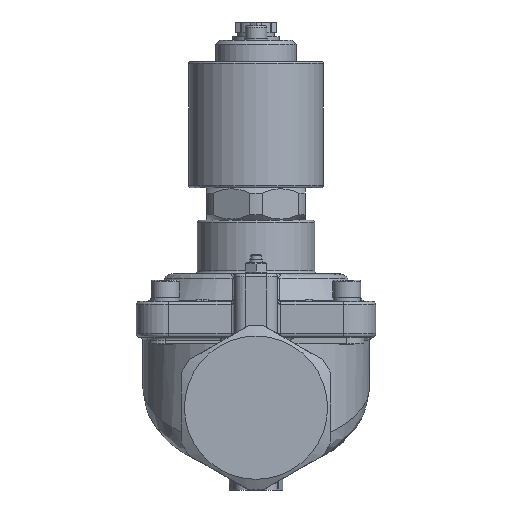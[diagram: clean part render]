
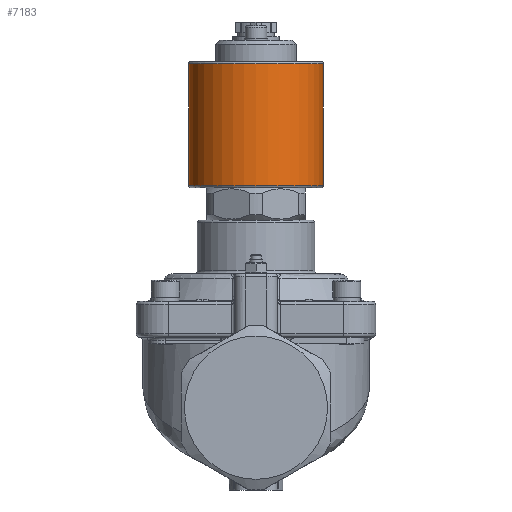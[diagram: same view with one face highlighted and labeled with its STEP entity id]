
A CAD part, front view. The second image highlights one B-rep face of the part: STEP entity #7183.
In plain terms, the highlighted cylindrical face has radius 31.5 mm (diameter 63 mm), a full revolution.
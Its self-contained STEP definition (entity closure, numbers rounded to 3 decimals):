
#341=CYLINDRICAL_SURFACE('',#7908,31.5);
#486=B_SPLINE_CURVE_WITH_KNOTS('',3,(#14021,#14022,#14023,#14024,#14025,
#14026),.UNSPECIFIED.,.F.,.F.,(4,2,4),(0.52,0.524,
0.709),.UNSPECIFIED.);
#487=B_SPLINE_CURVE_WITH_KNOTS('',3,(#14039,#14040,#14041,#14042,#14043,
#14044),.UNSPECIFIED.,.F.,.F.,(4,2,4),(0.692,0.877,
0.881),.UNSPECIFIED.);
#488=B_SPLINE_CURVE_WITH_KNOTS('',3,(#14056,#14057,#14058,#14059,#14060,
#14061),.UNSPECIFIED.,.F.,.F.,(4,2,4),(1.921,1.925,
2.11),.UNSPECIFIED.);
#489=B_SPLINE_CURVE_WITH_KNOTS('',3,(#14074,#14075,#14076,#14077,#14078,
#14079),.UNSPECIFIED.,.F.,.F.,(4,2,4),(2.093,2.273,
2.282),.UNSPECIFIED.);
#544=FACE_BOUND('',#1374,.T.);
#545=FACE_BOUND('',#1375,.T.);
#887=FACE_OUTER_BOUND('',#1373,.T.);
#1373=EDGE_LOOP('',(#6008));
#1374=EDGE_LOOP('',(#6009,#6010,#6011,#6012,#6013,#6014,#6015,#6016));
#1375=EDGE_LOOP('',(#6017));
#1846=LINE('',#14029,#2298);
#1852=LINE('',#14064,#2304);
#2298=VECTOR('',#9512,29.25);
#2304=VECTOR('',#9532,29.25);
#2737=CIRCLE('',#7893,31.5);
#2738=CIRCLE('',#7898,31.5);
#2743=CIRCLE('',#7909,31.5);
#2744=CIRCLE('',#7910,31.5);
#3305=VERTEX_POINT('',#14012);
#3309=VERTEX_POINT('',#14019);
#3310=VERTEX_POINT('',#14028);
#3314=VERTEX_POINT('',#14038);
#3315=VERTEX_POINT('',#14047);
#3319=VERTEX_POINT('',#14054);
#3320=VERTEX_POINT('',#14063);
#3324=VERTEX_POINT('',#14073);
#3345=VERTEX_POINT('',#14151);
#3346=VERTEX_POINT('',#14153);
#4234=EDGE_CURVE('',#3305,#3309,#486,.T.);
#4235=EDGE_CURVE('',#3310,#3305,#1846,.T.);
#4240=EDGE_CURVE('',#3314,#3310,#487,.T.);
#4246=EDGE_CURVE('',#3315,#3319,#488,.T.);
#4247=EDGE_CURVE('',#3320,#3315,#1852,.T.);
#4252=EDGE_CURVE('',#3324,#3320,#489,.T.);
#4275=EDGE_CURVE('',#3319,#3314,#2737,.T.);
#4281=EDGE_CURVE('',#3309,#3324,#2738,.T.);
#4288=EDGE_CURVE('',#3345,#3345,#2743,.T.);
#4289=EDGE_CURVE('',#3346,#3346,#2744,.T.);
#6008=ORIENTED_EDGE('',*,*,#4288,.T.);
#6009=ORIENTED_EDGE('',*,*,#4234,.T.);
#6010=ORIENTED_EDGE('',*,*,#4281,.T.);
#6011=ORIENTED_EDGE('',*,*,#4252,.T.);
#6012=ORIENTED_EDGE('',*,*,#4247,.T.);
#6013=ORIENTED_EDGE('',*,*,#4246,.T.);
#6014=ORIENTED_EDGE('',*,*,#4275,.T.);
#6015=ORIENTED_EDGE('',*,*,#4240,.T.);
#6016=ORIENTED_EDGE('',*,*,#4235,.T.);
#6017=ORIENTED_EDGE('',*,*,#4289,.F.);
#7183=ADVANCED_FACE('',(#887,#544,#545),#341,.T.);
#7893=AXIS2_PLACEMENT_3D('',#14124,#9583,#9584);
#7898=AXIS2_PLACEMENT_3D('',#14134,#9598,#9599);
#7908=AXIS2_PLACEMENT_3D('',#14150,#9620,#9621);
#7909=AXIS2_PLACEMENT_3D('',#14152,#9622,#9623);
#7910=AXIS2_PLACEMENT_3D('',#14154,#9624,#9625);
#9512=DIRECTION('',(0.,0.,-1.));
#9532=DIRECTION('',(0.,0.,1.));
#9583=DIRECTION('center_axis',(0.,0.,
1.));
#9584=DIRECTION('ref_axis',(0.,1.,0.));
#9598=DIRECTION('center_axis',(0.,0.,
-1.));
#9599=DIRECTION('ref_axis',(0.,1.,0.));
#9620=DIRECTION('center_axis',(0.,0.,
-1.));
#9621=DIRECTION('ref_axis',(0.,1.,0.));
#9622=DIRECTION('center_axis',(0.,0.,
-1.));
#9623=DIRECTION('ref_axis',(0.,1.,0.));
#9624=DIRECTION('center_axis',(0.,0.,
-1.));
#9625=DIRECTION('ref_axis',(0.,1.,0.));
#14012=CARTESIAN_POINT('',(-12.298,-55.,128.525));
#14019=CARTESIAN_POINT('',(-10.5,-54.302,128.15));
#14021=CARTESIAN_POINT('Ctrl Pts',(-12.298,-55.,128.525));
#14022=CARTESIAN_POINT('Ctrl Pts',(-12.284,-54.994,
128.519));
#14023=CARTESIAN_POINT('Ctrl Pts',(-12.27,-54.988,128.513));
#14024=CARTESIAN_POINT('Ctrl Pts',(-11.694,-54.745,128.268));
#14025=CARTESIAN_POINT('Ctrl Pts',(-11.08,-54.507,128.15));
#14026=CARTESIAN_POINT('Ctrl Pts',(-10.5,-54.302,128.15));
#14028=CARTESIAN_POINT('',(-12.298,-55.,157.775));
#14029=CARTESIAN_POINT('',(-12.298,-55.,130.65));
#14038=CARTESIAN_POINT('',(-10.5,-54.302,158.15));
#14039=CARTESIAN_POINT('Ctrl Pts',(-10.5,-54.302,
158.15));
#14040=CARTESIAN_POINT('Ctrl Pts',(-11.08,-54.507,
158.15));
#14041=CARTESIAN_POINT('Ctrl Pts',(-11.694,-54.745,158.032));
#14042=CARTESIAN_POINT('Ctrl Pts',(-12.27,-54.988,
157.787));
#14043=CARTESIAN_POINT('Ctrl Pts',(-12.284,-54.994,
157.781));
#14044=CARTESIAN_POINT('Ctrl Pts',(-12.298,-55.,
157.775));
#14047=CARTESIAN_POINT('',(12.298,-55.,157.775));
#14054=CARTESIAN_POINT('',(10.5,-54.302,158.15));
#14056=CARTESIAN_POINT('Ctrl Pts',(12.298,-55.,157.775));
#14057=CARTESIAN_POINT('Ctrl Pts',(12.284,-54.994,157.781));
#14058=CARTESIAN_POINT('Ctrl Pts',(12.27,-54.988,157.787));
#14059=CARTESIAN_POINT('Ctrl Pts',(11.694,-54.745,158.032));
#14060=CARTESIAN_POINT('Ctrl Pts',(11.08,-54.507,158.15));
#14061=CARTESIAN_POINT('Ctrl Pts',(10.5,-54.302,158.15));
#14063=CARTESIAN_POINT('',(12.298,-55.,128.525));
#14064=CARTESIAN_POINT('',(12.298,-55.,130.65));
#14073=CARTESIAN_POINT('',(10.5,-54.302,128.15));
#14074=CARTESIAN_POINT('Ctrl Pts',(10.5,-54.302,128.15));
#14075=CARTESIAN_POINT('Ctrl Pts',(11.068,-54.502,128.15));
#14076=CARTESIAN_POINT('Ctrl Pts',(11.668,-54.735,128.263));
#14077=CARTESIAN_POINT('Ctrl Pts',(12.247,-54.978,128.503));
#14078=CARTESIAN_POINT('Ctrl Pts',(12.273,-54.989,128.514));
#14079=CARTESIAN_POINT('Ctrl Pts',(12.298,-55.,128.525));
#14124=CARTESIAN_POINT('Origin',(0.,-84.,
158.15));
#14134=CARTESIAN_POINT('Origin',(0.,-84.,128.15));
#14150=CARTESIAN_POINT('Origin',(0.,-84.,130.65));
#14151=CARTESIAN_POINT('',(0.,-52.5,159.15));
#14152=CARTESIAN_POINT('Origin',(0.,-84.,
159.15));
#14153=CARTESIAN_POINT('',(0.,-52.5,102.15));
#14154=CARTESIAN_POINT('Origin',(0.,-84.,
102.15));
